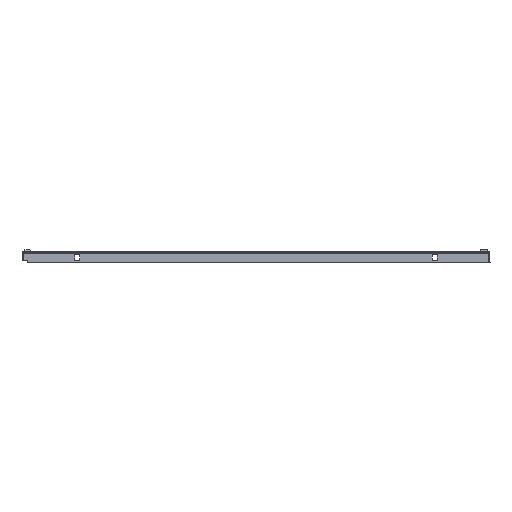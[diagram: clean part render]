
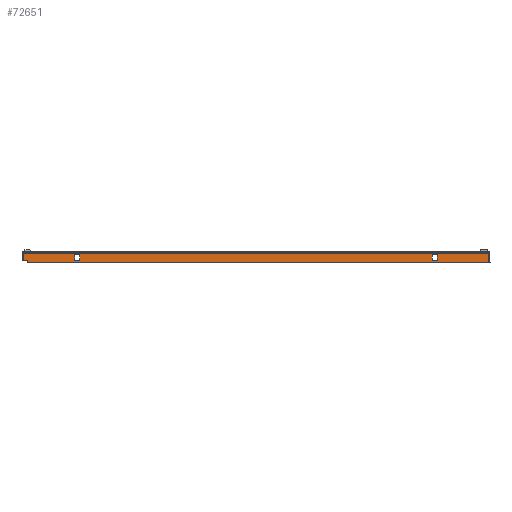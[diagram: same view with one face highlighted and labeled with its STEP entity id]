
A CAD part, front view. The second image highlights one B-rep face of the part: STEP entity #72651.
In plain terms, the highlighted planar face has unit normal (0, -1, 0).
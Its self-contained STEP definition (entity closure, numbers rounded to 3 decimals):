
#13176 = EDGE_CURVE ( 'NONE', #29529, #29537, #24441, .T. ) ;
#13183 = EDGE_CURVE ( 'NONE', #29537, #29535, #24456, .T. ) ;
#13190 = EDGE_CURVE ( 'NONE', #29535, #29530, #24466, .T. ) ;
#13197 = EDGE_CURVE ( 'NONE', #29530, #29529, #24476, .T. ) ;
#13204 = EDGE_CURVE ( 'NONE', #29536, #29544, #24487, .T. ) ;
#13211 = EDGE_CURVE ( 'NONE', #29544, #29534, #24481, .T. ) ;
#13218 = EDGE_CURVE ( 'NONE', #29534, #29541, #24508, .T. ) ;
#13224 = EDGE_CURVE ( 'NONE', #29541, #29536, #24518, .T. ) ;
#13235 = EDGE_CURVE ( 'NONE', #29545, #29539, #24534, .T. ) ;
#13245 = EDGE_CURVE ( 'NONE', #29549, #29547, #24550, .T. ) ;
#13253 = EDGE_CURVE ( 'NONE', #29547, #29546, #24544, .T. ) ;
#13256 = EDGE_CURVE ( 'NONE', #29546, #29551, #24565, .T. ) ;
#13260 = EDGE_CURVE ( 'NONE', #29551, #29545, #24575, .T. ) ;
#13353 = EDGE_CURVE ( 'NONE', #29539, #29549, #24646, .T. ) ;
#20728 = DIRECTION ( 'NONE',  ( 0., 0., 1. ) ) ;
#20731 = PLANE ( 'NONE',  #41857 ) ;
#20736 = CARTESIAN_POINT ( 'NONE',  ( 430.25, -499., -18. ) ) ;
#20748 = DIRECTION ( 'NONE',  ( 0., 1., 0. ) ) ;
#24441 = LINE ( 'NONE', #51217, #24452 ) ;
#24452 = VECTOR ( 'NONE', #51222, 1000. ) ;
#24456 = LINE ( 'NONE', #51207, #24463 ) ;
#24463 = VECTOR ( 'NONE', #51200, 1000. ) ;
#24466 = LINE ( 'NONE', #51197, #24474 ) ;
#24474 = VECTOR ( 'NONE', #51190, 1000. ) ;
#24476 = LINE ( 'NONE', #51187, #24484 ) ;
#24481 = LINE ( 'NONE', #51171, #24505 ) ;
#24484 = VECTOR ( 'NONE', #51180, 1000. ) ;
#24487 = LINE ( 'NONE', #51173, #24494 ) ;
#24494 = VECTOR ( 'NONE', #51175, 1000. ) ;
#24505 = VECTOR ( 'NONE', #51160, 1000. ) ;
#24508 = LINE ( 'NONE', #51157, #24515 ) ;
#24515 = VECTOR ( 'NONE', #51150, 1000. ) ;
#24518 = LINE ( 'NONE', #51147, #24526 ) ;
#24526 = VECTOR ( 'NONE', #51141, 1000. ) ;
#24534 = LINE ( 'NONE', #51129, #24541 ) ;
#24541 = VECTOR ( 'NONE', #51132, 1000. ) ;
#24544 = LINE ( 'NONE', #51103, #24568 ) ;
#24550 = LINE ( 'NONE', #51114, #24557 ) ;
#24557 = VECTOR ( 'NONE', #51117, 1000. ) ;
#24565 = LINE ( 'NONE', #51099, #24573 ) ;
#24568 = VECTOR ( 'NONE', #51108, 1000. ) ;
#24573 = VECTOR ( 'NONE', #51095, 1000. ) ;
#24575 = LINE ( 'NONE', #51092, #24583 ) ;
#24583 = VECTOR ( 'NONE', #51086, 1000. ) ;
#24638 = VECTOR ( 'NONE', #50829, 1000. ) ;
#24646 = LINE ( 'NONE', #50848, #24638 ) ;
#29051 = ORIENTED_EDGE ( 'NONE', *, *, #13256, .F. ) ;
#29053 = ORIENTED_EDGE ( 'NONE', *, *, #13253, .F. ) ;
#29055 = ORIENTED_EDGE ( 'NONE', *, *, #13245, .F. ) ;
#29057 = ORIENTED_EDGE ( 'NONE', *, *, #13353, .F. ) ;
#29059 = ORIENTED_EDGE ( 'NONE', *, *, #13235, .F. ) ;
#29061 = ORIENTED_EDGE ( 'NONE', *, *, #13260, .F. ) ;
#29063 = ORIENTED_EDGE ( 'NONE', *, *, #13218, .F. ) ;
#29065 = ORIENTED_EDGE ( 'NONE', *, *, #13211, .F. ) ;
#29067 = ORIENTED_EDGE ( 'NONE', *, *, #13204, .F. ) ;
#29069 = ORIENTED_EDGE ( 'NONE', *, *, #13224, .F. ) ;
#29071 = ORIENTED_EDGE ( 'NONE', *, *, #13190, .F. ) ;
#29073 = ORIENTED_EDGE ( 'NONE', *, *, #13183, .F. ) ;
#29075 = ORIENTED_EDGE ( 'NONE', *, *, #13176, .F. ) ;
#29077 = ORIENTED_EDGE ( 'NONE', *, *, #13197, .F. ) ;
#29529 = VERTEX_POINT ( 'NONE', #40052 ) ;
#29530 = VERTEX_POINT ( 'NONE', #40057 ) ;
#29534 = VERTEX_POINT ( 'NONE', #40048 ) ;
#29535 = VERTEX_POINT ( 'NONE', #40047 ) ;
#29536 = VERTEX_POINT ( 'NONE', #40046 ) ;
#29537 = VERTEX_POINT ( 'NONE', #40045 ) ;
#29539 = VERTEX_POINT ( 'NONE', #40044 ) ;
#29541 = VERTEX_POINT ( 'NONE', #40043 ) ;
#29544 = VERTEX_POINT ( 'NONE', #40041 ) ;
#29545 = VERTEX_POINT ( 'NONE', #40040 ) ;
#29546 = VERTEX_POINT ( 'NONE', #40039 ) ;
#29547 = VERTEX_POINT ( 'NONE', #40038 ) ;
#29549 = VERTEX_POINT ( 'NONE', #40036 ) ;
#29551 = VERTEX_POINT ( 'NONE', #40034 ) ;
#29686 = EDGE_LOOP ( 'NONE', ( #29071, #29073, #29075, #29077 ) ) ;
#29689 = EDGE_LOOP ( 'NONE', ( #29051, #29053, #29055, #29057, #29059, #29061 ) ) ;
#29690 = EDGE_LOOP ( 'NONE', ( #29063, #29065, #29067, #29069 ) ) ;
#30290 = FACE_BOUND ( 'NONE', #29686, .T. ) ;
#30299 = FACE_OUTER_BOUND ( 'NONE', #29689, .T. ) ;
#30303 = FACE_BOUND ( 'NONE', #29690, .T. ) ;
#40034 = CARTESIAN_POINT ( 'NONE',  ( -422.5, -499., -14. ) ) ;
#40036 = CARTESIAN_POINT ( 'NONE',  ( 430.5, -499., -0.75 ) ) ;
#40038 = CARTESIAN_POINT ( 'NONE',  ( 430.5, -499., -18. ) ) ;
#40039 = CARTESIAN_POINT ( 'NONE',  ( -422.5, -499., -18. ) ) ;
#40040 = CARTESIAN_POINT ( 'NONE',  ( -430.5, -499., -14. ) ) ;
#40041 = CARTESIAN_POINT ( 'NONE',  ( -325.75, -499., -4.25 ) ) ;
#40043 = CARTESIAN_POINT ( 'NONE',  ( -335.25, -499., -13.75 ) ) ;
#40044 = CARTESIAN_POINT ( 'NONE',  ( -430.5, -499., -0.75 ) ) ;
#40045 = CARTESIAN_POINT ( 'NONE',  ( 335.25, -499., -13.75 ) ) ;
#40046 = CARTESIAN_POINT ( 'NONE',  ( -325.75, -499., -13.75 ) ) ;
#40047 = CARTESIAN_POINT ( 'NONE',  ( 335.25, -499., -4.25 ) ) ;
#40048 = CARTESIAN_POINT ( 'NONE',  ( -335.25, -499., -4.25 ) ) ;
#40052 = CARTESIAN_POINT ( 'NONE',  ( 325.75, -499., -13.75 ) ) ;
#40057 = CARTESIAN_POINT ( 'NONE',  ( 325.75, -499., -4.25 ) ) ;
#41857 = AXIS2_PLACEMENT_3D ( 'NONE', #20736, #20748, #20728 ) ;
#50829 = DIRECTION ( 'NONE',  ( 1., 0., 0. ) ) ;
#50848 = CARTESIAN_POINT ( 'NONE',  ( -861.003, -499., -0.75 ) ) ;
#51086 = DIRECTION ( 'NONE',  ( -1., 0., 0. ) ) ;
#51092 = CARTESIAN_POINT ( 'NONE',  ( 430.25, -499., -14. ) ) ;
#51095 = DIRECTION ( 'NONE',  ( 0., 0., 1. ) ) ;
#51099 = CARTESIAN_POINT ( 'NONE',  ( -422.5, -499., -18. ) ) ;
#51103 = CARTESIAN_POINT ( 'NONE',  ( 430.25, -499., -18. ) ) ;
#51108 = DIRECTION ( 'NONE',  ( -1., 0., 0. ) ) ;
#51114 = CARTESIAN_POINT ( 'NONE',  ( 430.5, -499., -18. ) ) ;
#51117 = DIRECTION ( 'NONE',  ( 0., 0., -1. ) ) ;
#51129 = CARTESIAN_POINT ( 'NONE',  ( -430.5, -499., -18. ) ) ;
#51132 = DIRECTION ( 'NONE',  ( 0., 0., 1. ) ) ;
#51141 = DIRECTION ( 'NONE',  ( 1., 0., 0. ) ) ;
#51147 = CARTESIAN_POINT ( 'NONE',  ( 430.25, -499., -13.75 ) ) ;
#51150 = DIRECTION ( 'NONE',  ( 0., 0., -1. ) ) ;
#51157 = CARTESIAN_POINT ( 'NONE',  ( -335.25, -499., -18. ) ) ;
#51160 = DIRECTION ( 'NONE',  ( -1., 0., 0. ) ) ;
#51171 = CARTESIAN_POINT ( 'NONE',  ( 430.25, -499., -4.25 ) ) ;
#51173 = CARTESIAN_POINT ( 'NONE',  ( -325.75, -499., -18. ) ) ;
#51175 = DIRECTION ( 'NONE',  ( 0., 0., 1. ) ) ;
#51180 = DIRECTION ( 'NONE',  ( 0., 0., -1. ) ) ;
#51187 = CARTESIAN_POINT ( 'NONE',  ( 325.75, -499., -18. ) ) ;
#51190 = DIRECTION ( 'NONE',  ( -1., 0., 0. ) ) ;
#51197 = CARTESIAN_POINT ( 'NONE',  ( 430.25, -499., -4.25 ) ) ;
#51200 = DIRECTION ( 'NONE',  ( 0., 0., 1. ) ) ;
#51207 = CARTESIAN_POINT ( 'NONE',  ( 335.25, -499., -18. ) ) ;
#51217 = CARTESIAN_POINT ( 'NONE',  ( 430.25, -499., -13.75 ) ) ;
#51222 = DIRECTION ( 'NONE',  ( 1., 0., 0. ) ) ;
#72651 = ADVANCED_FACE ( 'NONE', ( #30299, #30303, #30290 ), #20731, .F. ) ;
